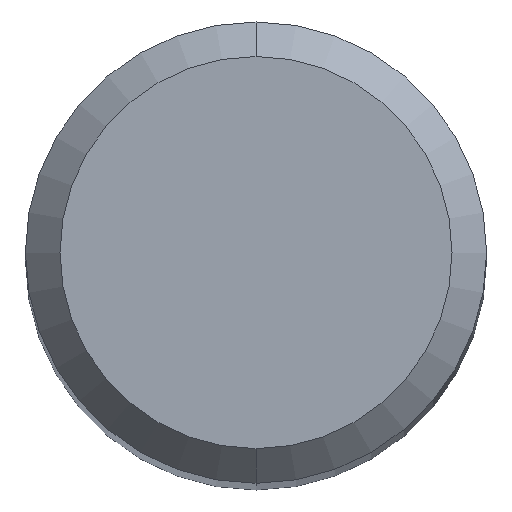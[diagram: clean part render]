
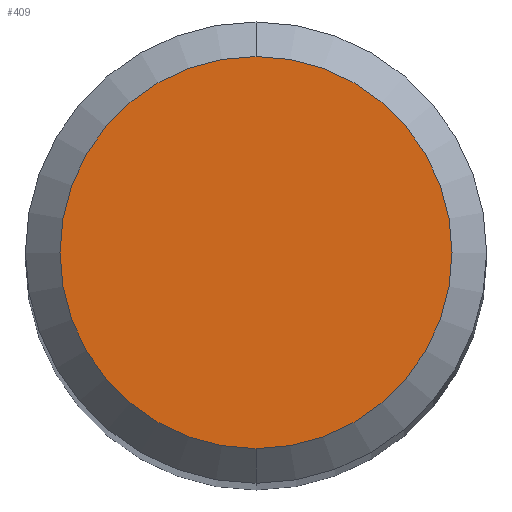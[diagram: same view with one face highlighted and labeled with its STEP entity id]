
A CAD part, top view. The second image highlights one B-rep face of the part: STEP entity #409.
In plain terms, the highlighted planar face has unit normal (0, 0, 1).
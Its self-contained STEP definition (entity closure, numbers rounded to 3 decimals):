
#409=ADVANCED_FACE('',(#860),#861,.T.);
#479=VERTEX_POINT('',#937);
#487=EDGE_CURVE('',#621,#479,#945,.T.);
#509=EDGE_CURVE('',#479,#621,#969,.T.);
#621=VERTEX_POINT('',#1092);
#860=FACE_OUTER_BOUND('',#1480,.T.);
#861=PLANE('',#1481);
#937=CARTESIAN_POINT('',(0.0,1.7,0.0));
#945=CIRCLE('',#1599,1.7);
#969=CIRCLE('',#1631,1.7);
#1092=CARTESIAN_POINT('',(0.,-1.7,0.0));
#1480=EDGE_LOOP('',(#2185,#2186));
#1481=AXIS2_PLACEMENT_3D('',#2187,#2188,#2189);
#1599=AXIS2_PLACEMENT_3D('',#2284,#2285,#2286);
#1631=AXIS2_PLACEMENT_3D('',#2313,#2314,#2315);
#2185=ORIENTED_EDGE('',*,*,#509,.F.);
#2186=ORIENTED_EDGE('',*,*,#487,.F.);
#2187=CARTESIAN_POINT('',(0.0,0.85,0.0));
#2188=DIRECTION('',(-0.0,0.0,1.0));
#2189=DIRECTION('',(0.0,-1.0,0.0));
#2284=CARTESIAN_POINT('',(0.0,0.0,0.0));
#2285=DIRECTION('',(0.0,0.0,-1.0));
#2286=DIRECTION('',(0.0,1.0,0.0));
#2313=CARTESIAN_POINT('',(0.0,0.0,0.0));
#2314=DIRECTION('',(0.0,0.0,-1.0));
#2315=DIRECTION('',(0.0,1.0,0.0));
